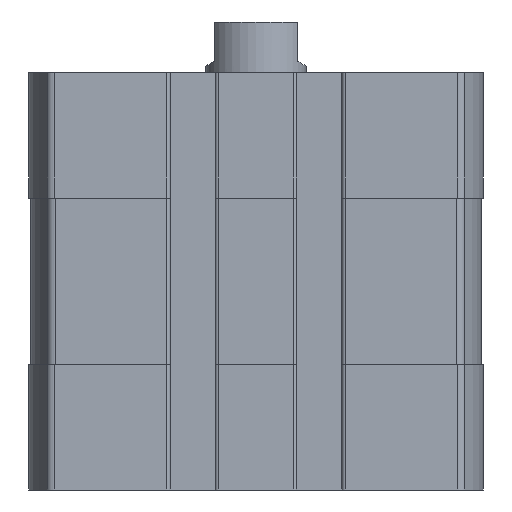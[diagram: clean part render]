
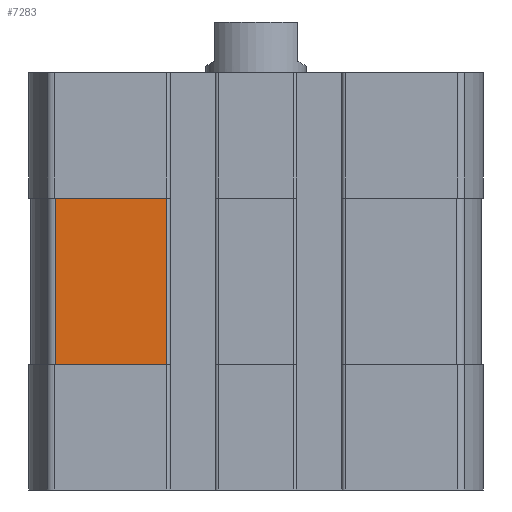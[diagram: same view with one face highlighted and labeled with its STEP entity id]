
A CAD part, left-side view. The second image highlights one B-rep face of the part: STEP entity #7283.
In plain terms, the highlighted planar face has unit normal (-1, 0, 0).
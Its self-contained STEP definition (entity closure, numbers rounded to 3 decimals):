
#101=PLANE('',#7970);
#778=LINE('',#12010,#1374);
#779=LINE('',#12012,#1375);
#780=LINE('',#12014,#1376);
#781=LINE('',#12016,#1377);
#1374=VECTOR('',#9537,1000.);
#1375=VECTOR('',#9540,1000.);
#1376=VECTOR('',#9541,1000.);
#1377=VECTOR('',#9542,1000.);
#2665=ORIENTED_EDGE('',*,*,#4405,.F.);
#2666=ORIENTED_EDGE('',*,*,#4404,.F.);
#2667=ORIENTED_EDGE('',*,*,#4406,.T.);
#2668=ORIENTED_EDGE('',*,*,#4407,.T.);
#4404=EDGE_CURVE('',#5303,#5302,#778,.T.);
#4405=EDGE_CURVE('',#5302,#5304,#779,.T.);
#4406=EDGE_CURVE('',#5303,#5305,#780,.T.);
#4407=EDGE_CURVE('',#5305,#5304,#781,.T.);
#5302=VERTEX_POINT('',#12007);
#5303=VERTEX_POINT('',#12009);
#5304=VERTEX_POINT('',#12013);
#5305=VERTEX_POINT('',#12015);
#6137=EDGE_LOOP('',(#2665,#2666,#2667,#2668));
#6655=FACE_BOUND('',#6137,.T.);
#7283=ADVANCED_FACE('',(#6655),#101,.T.);
#7970=AXIS2_PLACEMENT_3D('',#12011,#9538,#9539);
#9537=DIRECTION('',(0.,0.,1.));
#9538=DIRECTION('',(-1.,0.,0.));
#9539=DIRECTION('',(0.,0.,1.));
#9540=DIRECTION('',(0.,-1.,0.));
#9541=DIRECTION('',(0.,-1.,0.));
#9542=DIRECTION('',(0.,0.,1.));
#12007=CARTESIAN_POINT('',(-27.,24.093,-15.));
#12009=CARTESIAN_POINT('',(-27.,24.093,-35.));
#12010=CARTESIAN_POINT('',(-27.,24.093,-35.));
#12011=CARTESIAN_POINT('',(-27.,24.093,-35.));
#12012=CARTESIAN_POINT('',(-27.,24.093,-15.));
#12013=CARTESIAN_POINT('',(-27.,10.7,-15.));
#12014=CARTESIAN_POINT('',(-27.,24.093,-35.));
#12015=CARTESIAN_POINT('',(-27.,10.7,-35.));
#12016=CARTESIAN_POINT('',(-27.,10.7,-35.));
